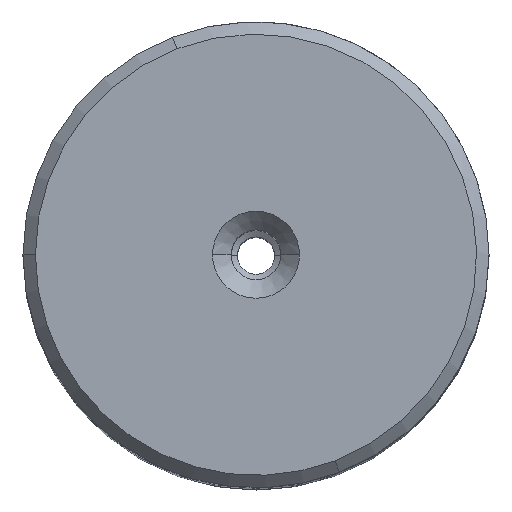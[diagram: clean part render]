
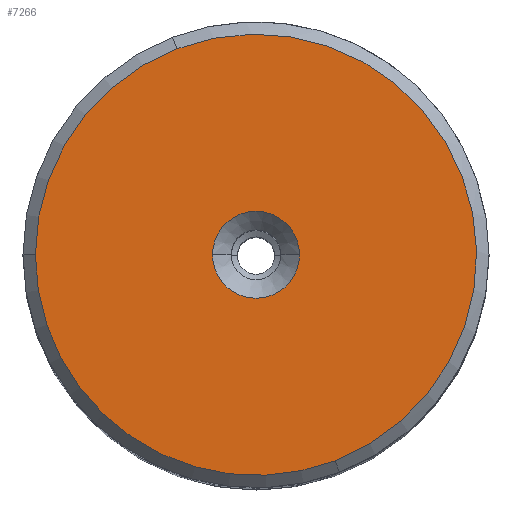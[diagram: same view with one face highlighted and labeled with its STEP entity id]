
A CAD part, top view. The second image highlights one B-rep face of the part: STEP entity #7266.
In plain terms, the highlighted planar face has unit normal (0, 0, 1).
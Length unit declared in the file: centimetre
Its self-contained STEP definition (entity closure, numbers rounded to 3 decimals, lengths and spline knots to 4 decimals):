
#353 = CARTESIAN_POINT ( 'NONE',  ( 0., 0., 0. ) ) ;
#354 = DIRECTION ( 'NONE',  ( 0., 0., -1. ) ) ;
#355 = DIRECTION ( 'NONE',  ( -1., 0., 0. ) ) ;
#782 = CARTESIAN_POINT ( 'NONE',  ( 0.1617, -0.4209, 0. ) ) ;
#1162 = CARTESIAN_POINT ( 'NONE',  ( -0.0889, 0., 0. ) ) ;
#1208 = CARTESIAN_POINT ( 'NONE',  ( 0.0889, 0., 0. ) ) ;
#1250 = CARTESIAN_POINT ( 'NONE',  ( -0.4509, 0., 0. ) ) ;
#1301 = CARTESIAN_POINT ( 'NONE',  ( -0.1617, 0.4209, 0. ) ) ;
#1783 = EDGE_LOOP ( 'NONE', ( #2566, #2755 ) ) ;
#1877 = EDGE_LOOP ( 'NONE', ( #2561, #2971, #2865 ) ) ;
#2561 = ORIENTED_EDGE ( 'NONE', *, *, #4655, .F. ) ;
#2566 = ORIENTED_EDGE ( 'NONE', *, *, #4267, .F. ) ;
#2755 = ORIENTED_EDGE ( 'NONE', *, *, #4544, .F. ) ;
#2786 = VERTEX_POINT ( 'NONE', #1162 ) ;
#2865 = ORIENTED_EDGE ( 'NONE', *, *, #4399, .F. ) ;
#2874 = VERTEX_POINT ( 'NONE', #1301 ) ;
#2943 = VERTEX_POINT ( 'NONE', #1250 ) ;
#2967 = VERTEX_POINT ( 'NONE', #1208 ) ;
#2971 = ORIENTED_EDGE ( 'NONE', *, *, #4242, .F. ) ;
#3004 = DIRECTION ( 'NONE',  ( 0., 0., 1. ) ) ;
#3008 = CARTESIAN_POINT ( 'NONE',  ( 0., 0., 0. ) ) ;
#3144 = CARTESIAN_POINT ( 'NONE',  ( 0., 0., 0. ) ) ;
#3167 = DIRECTION ( 'NONE',  ( 0., 0., -1. ) ) ;
#3313 = DIRECTION ( 'NONE',  ( -1., 0., 0. ) ) ;
#3332 = DIRECTION ( 'NONE',  ( 1., 0., 0. ) ) ;
#3959 = CARTESIAN_POINT ( 'NONE',  ( 0., 0., 0. ) ) ;
#3960 = DIRECTION ( 'NONE',  ( 0., 0., 1. ) ) ;
#3961 = DIRECTION ( 'NONE',  ( 1., 0., 0. ) ) ;
#4242 = EDGE_CURVE ( 'NONE', #2943, #2874, #6585, .T. ) ;
#4267 = EDGE_CURVE ( 'NONE', #2967, #2786, #6604, .T. ) ;
#4399 = EDGE_CURVE ( 'NONE', #6712, #2943, #6944, .T. ) ;
#4544 = EDGE_CURVE ( 'NONE', #2786, #2967, #6159, .T. ) ;
#4655 = EDGE_CURVE ( 'NONE', #2874, #6712, #6263, .T. ) ;
#4868 = DIRECTION ( 'NONE',  ( -1., 0., 0. ) ) ;
#4882 = DIRECTION ( 'NONE',  ( 0., 0., -1. ) ) ;
#4914 = CARTESIAN_POINT ( 'NONE',  ( 0., 0., 0. ) ) ;
#5694 = PLANE ( 'NONE',  #8283 ) ;
#5696 = CARTESIAN_POINT ( 'NONE',  ( 0., 0., 0. ) ) ;
#5701 = DIRECTION ( 'NONE',  ( 0., 0., -1. ) ) ;
#5702 = DIRECTION ( 'NONE',  ( -1., 0., 0. ) ) ;
#6159 = CIRCLE ( 'NONE', #8435, 0.0889 ) ;
#6263 = CIRCLE ( 'NONE', #8491, 0.4509 ) ;
#6585 = CIRCLE ( 'NONE', #8452, 0.4509 ) ;
#6604 = CIRCLE ( 'NONE', #8307, 0.0889 ) ;
#6712 = VERTEX_POINT ( 'NONE', #782 ) ;
#6944 = CIRCLE ( 'NONE', #8319, 0.4509 ) ;
#7266 = ADVANCED_FACE ( 'NONE', ( #8127, #8135 ), #5694, .F. ) ;
#8127 = FACE_OUTER_BOUND ( 'NONE', #1877, .T. ) ;
#8135 = FACE_BOUND ( 'NONE', #1783, .T. ) ;
#8283 = AXIS2_PLACEMENT_3D ( 'NONE', #5696, #5701, #5702 ) ;
#8307 = AXIS2_PLACEMENT_3D ( 'NONE', #3008, #3004, #3332 ) ;
#8319 = AXIS2_PLACEMENT_3D ( 'NONE', #4914, #4882, #4868 ) ;
#8435 = AXIS2_PLACEMENT_3D ( 'NONE', #3959, #3960, #3961 ) ;
#8452 = AXIS2_PLACEMENT_3D ( 'NONE', #3144, #3167, #3313 ) ;
#8491 = AXIS2_PLACEMENT_3D ( 'NONE', #353, #354, #355 ) ;
